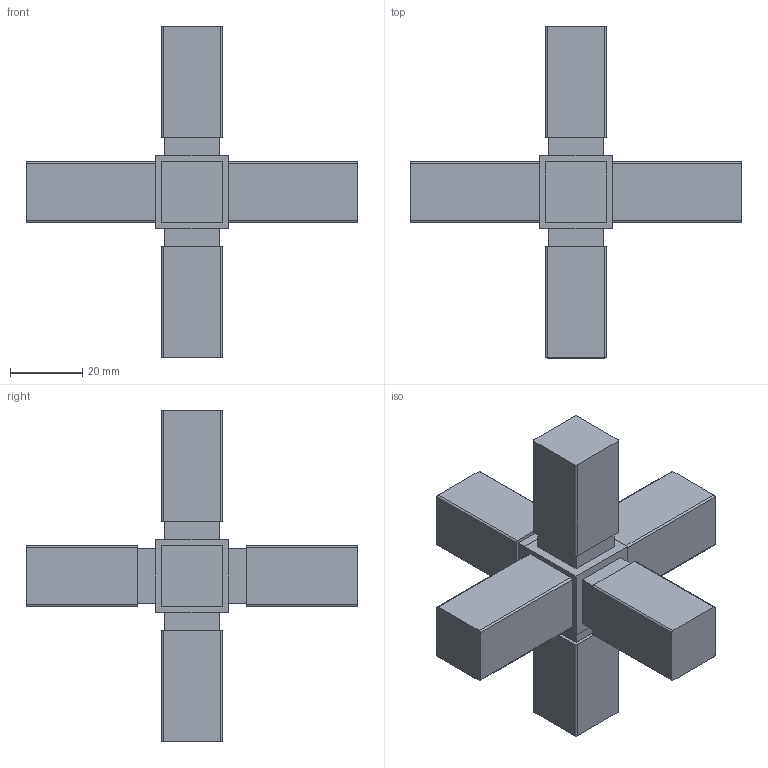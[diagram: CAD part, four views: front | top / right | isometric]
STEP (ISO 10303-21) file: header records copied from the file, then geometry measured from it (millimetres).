
FILE_DESCRIPTION( ( 'STEP AP214' ), '1' );
FILE_NAME( 'K0622.1201512.stp', '2020-12-09T09:10:09', ( '' ), ( '' ), ' ', 'PARTsolutions', ' ' );
FILE_SCHEMA( ( 'AUTOMOTIVE_DESIGN { 1 0 10303 214 1 1 1 1 }' ) );
Length unit declared in the file: millimetre
Products named in the file (1): _K0622.1201512
Bounding box: 92 x 92 x 92 mm (x, y, z)
Volume: 69101.9 mm3; surface area: 17270 mm2
Topology: 1 solids, 1 shells, 80 faces, 204 edges, 136 vertices
Faces by surface type: plane 56, cylinder 24
Entity records: 3072 total; most frequent: CARTESIAN_POINT 421, DIRECTION 414, ORIENTED_EDGE 408, EDGE_CURVE 204, LINE 156, VECTOR 156, VERTEX_POINT 136, AXIS2_PLACEMENT_3D 129
